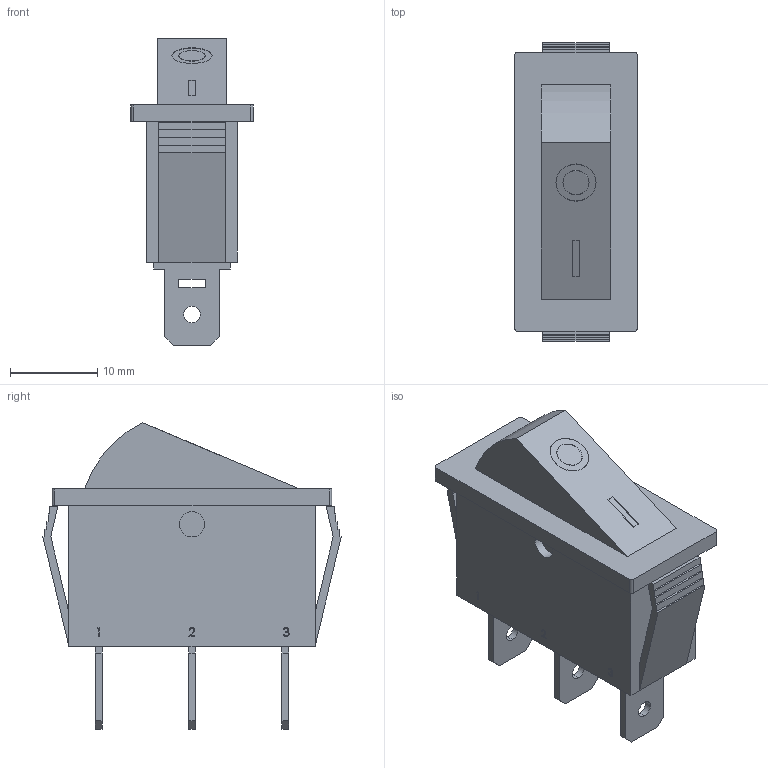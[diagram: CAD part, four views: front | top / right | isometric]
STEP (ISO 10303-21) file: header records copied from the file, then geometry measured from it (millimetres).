
FILE_DESCRIPTION (( 'STEP AP203' ), '1' );
FILE_NAME ('Single Pole Rocker Switch.STEP', '2019-06-25T07:37:45', ( 'user' ), ( '' ), 'SwSTEP 2.0', 'SolidWorks 2014', '' );
FILE_SCHEMA (( 'CONFIG_CONTROL_DESIGN' ));
Length unit declared in the file: millimetre
Products named in the file (1): Single Pole Rocker Switch
Bounding box: 14 x 34.2 x 35.15 mm (x, y, z)
Volume: 6686.7 mm3; surface area: 3438.6 mm2
Topology: 1 solids, 1 shells, 153 faces, 410 edges, 272 vertices
Faces by surface type: plane 114, bspline 20, cylinder 19
Entity records: 5859 total; most frequent: CARTESIAN_POINT 2024, ORIENTED_EDGE 820, DIRECTION 676, EDGE_CURVE 410, VECTOR 332, LINE 332, VERTEX_POINT 272, EDGE_LOOP 178
